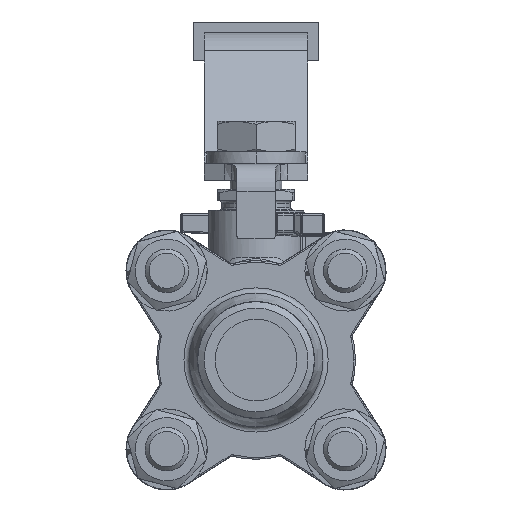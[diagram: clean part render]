
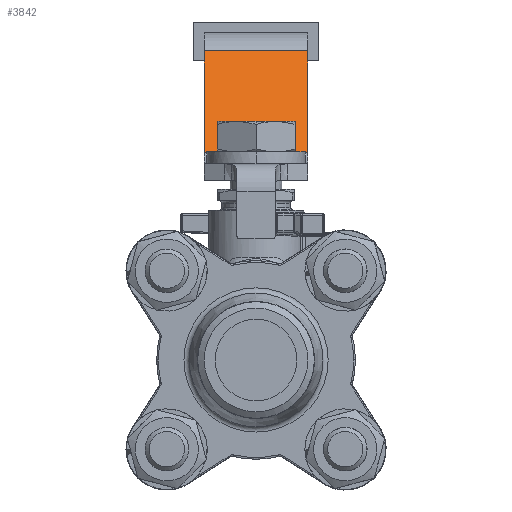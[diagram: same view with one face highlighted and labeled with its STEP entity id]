
A CAD part, front view. The second image highlights one B-rep face of the part: STEP entity #3842.
In plain terms, the highlighted planar face has unit normal (0, -0.809, 0.588).
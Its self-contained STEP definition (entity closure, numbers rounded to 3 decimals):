
#2776=CARTESIAN_POINT('',(-9.5,13.967,38.061));
#2777=VERTEX_POINT('',#2776);
#2786=CARTESIAN_POINT('',(9.5,13.967,38.061));
#2787=VERTEX_POINT('',#2786);
#2795=CARTESIAN_POINT('',(-9.5,13.967,38.061));
#2796=DIRECTION('',(1.,0.,-0.));
#2797=VECTOR('',#2796,19.);
#2798=LINE('',#2795,#2797);
#2799=EDGE_CURVE('',#2777,#2787,#2798,.T.);
#3812=CARTESIAN_POINT('',(-0.,38.876,72.345));
#3813=DIRECTION('',(0.,-0.809,0.588));
#3814=DIRECTION('',(1.,0.,-0.));
#3815=AXIS2_PLACEMENT_3D('',#3812,#3813,#3814);
#3816=PLANE('',#3815);
#3817=CARTESIAN_POINT('',(9.5,27.514,56.707));
#3818=VERTEX_POINT('',#3817);
#3819=CARTESIAN_POINT('',(-9.5,27.514,56.707));
#3820=VERTEX_POINT('',#3819);
#3821=CARTESIAN_POINT('',(9.5,27.514,56.707));
#3822=DIRECTION('',(-1.,-0.,0.));
#3823=VECTOR('',#3822,19.);
#3824=LINE('',#3821,#3823);
#3825=EDGE_CURVE('',#3818,#3820,#3824,.T.);
#3826=ORIENTED_EDGE('',*,*,#3825,.T.);
#3827=CARTESIAN_POINT('',(-9.5,13.967,38.061));
#3828=DIRECTION('',(0.,0.588,0.809));
#3829=VECTOR('',#3828,23.047);
#3830=LINE('',#3827,#3829);
#3831=EDGE_CURVE('',#2777,#3820,#3830,.T.);
#3832=ORIENTED_EDGE('',*,*,#3831,.F.);
#3833=ORIENTED_EDGE('',*,*,#2799,.T.);
#3834=CARTESIAN_POINT('',(9.5,27.514,56.707));
#3835=DIRECTION('',(-0.,-0.588,-0.809));
#3836=VECTOR('',#3835,23.047);
#3837=LINE('',#3834,#3836);
#3838=EDGE_CURVE('',#3818,#2787,#3837,.T.);
#3839=ORIENTED_EDGE('',*,*,#3838,.F.);
#3840=EDGE_LOOP('',(#3826,#3832,#3833,#3839));
#3841=FACE_BOUND('',#3840,.T.);
#3842=ADVANCED_FACE('',(#3841),#3816,.T.);
